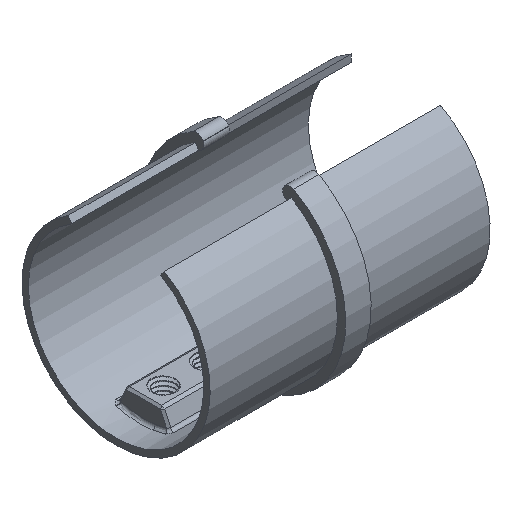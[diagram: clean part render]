
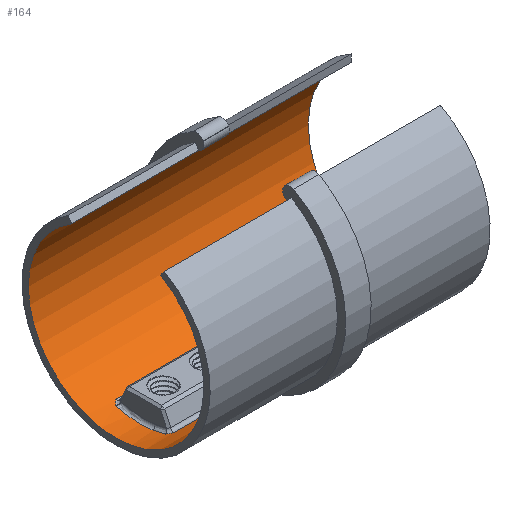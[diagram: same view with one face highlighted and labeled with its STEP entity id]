
A CAD part, isometric view. The second image highlights one B-rep face of the part: STEP entity #164.
In plain terms, the highlighted cylindrical face has radius 20.684 mm (diameter 41.369 mm), a partial arc.
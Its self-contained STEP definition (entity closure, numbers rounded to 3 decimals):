
#58=ELLIPSE('',#1150,28.727,20.685);
#59=ELLIPSE('',#1153,28.727,20.685);
#60=ELLIPSE('',#1161,28.727,20.685);
#61=ELLIPSE('',#1162,28.727,20.685);
#69=FACE_BOUND('',#304,.T.);
#70=FACE_BOUND('',#305,.T.);
#88=CIRCLE('',#1151,20.685);
#89=CIRCLE('',#1154,20.685);
#91=CIRCLE('',#1163,20.685);
#92=CIRCLE('',#1164,20.685);
#93=CIRCLE('',#1165,20.685);
#94=CIRCLE('',#1166,20.685);
#95=CIRCLE('',#1167,20.685);
#96=CIRCLE('',#1168,20.685);
#164=ADVANCED_FACE('',(#69,#70),#206,.F.);
#206=CYLINDRICAL_SURFACE('',#1169,20.685);
#304=EDGE_LOOP('',(#528,#529,#530,#531,#532,#533,#534,#535));
#305=EDGE_LOOP('',(#536,#537,#538,#539,#540,#541,#542,#543,#544,#545,#546,
#547));
#528=ORIENTED_EDGE('',*,*,#911,.T.);
#529=ORIENTED_EDGE('',*,*,#828,.T.);
#530=ORIENTED_EDGE('',*,*,#887,.T.);
#531=ORIENTED_EDGE('',*,*,#889,.T.);
#532=ORIENTED_EDGE('',*,*,#890,.T.);
#533=ORIENTED_EDGE('',*,*,#835,.T.);
#534=ORIENTED_EDGE('',*,*,#912,.T.);
#535=ORIENTED_EDGE('',*,*,#913,.T.);
#536=ORIENTED_EDGE('',*,*,#914,.F.);
#537=ORIENTED_EDGE('',*,*,#915,.T.);
#538=ORIENTED_EDGE('',*,*,#916,.T.);
#539=ORIENTED_EDGE('',*,*,#917,.F.);
#540=ORIENTED_EDGE('',*,*,#918,.F.);
#541=ORIENTED_EDGE('',*,*,#919,.F.);
#542=ORIENTED_EDGE('',*,*,#920,.T.);
#543=ORIENTED_EDGE('',*,*,#921,.T.);
#544=ORIENTED_EDGE('',*,*,#922,.F.);
#545=ORIENTED_EDGE('',*,*,#923,.F.);
#546=ORIENTED_EDGE('',*,*,#892,.F.);
#547=ORIENTED_EDGE('',*,*,#924,.F.);
#724=VERTEX_POINT('',#1460);
#725=VERTEX_POINT('',#1461);
#729=VERTEX_POINT('',#1491);
#731=VERTEX_POINT('',#1502);
#770=VERTEX_POINT('',#1767);
#771=VERTEX_POINT('',#1789);
#772=VERTEX_POINT('',#1806);
#774=VERTEX_POINT('',#1809);
#784=VERTEX_POINT('',#5839);
#785=VERTEX_POINT('',#5841);
#786=VERTEX_POINT('',#5844);
#787=VERTEX_POINT('',#5845);
#788=VERTEX_POINT('',#5847);
#789=VERTEX_POINT('',#5849);
#790=VERTEX_POINT('',#5851);
#791=VERTEX_POINT('',#5853);
#792=VERTEX_POINT('',#5855);
#793=VERTEX_POINT('',#5857);
#794=VERTEX_POINT('',#5859);
#795=VERTEX_POINT('',#5861);
#828=EDGE_CURVE('',#724,#725,#990,.T.);
#835=EDGE_CURVE('',#729,#731,#993,.T.);
#887=EDGE_CURVE('',#725,#770,#58,.T.);
#889=EDGE_CURVE('',#770,#771,#88,.T.);
#890=EDGE_CURVE('',#771,#729,#59,.T.);
#892=EDGE_CURVE('',#772,#774,#89,.T.);
#911=EDGE_CURVE('',#784,#724,#60,.T.);
#912=EDGE_CURVE('',#731,#785,#61,.T.);
#913=EDGE_CURVE('',#785,#784,#91,.T.);
#914=EDGE_CURVE('',#786,#787,#92,.T.);
#915=EDGE_CURVE('',#786,#788,#1019,.T.);
#916=EDGE_CURVE('',#788,#789,#93,.T.);
#917=EDGE_CURVE('',#790,#789,#1020,.T.);
#918=EDGE_CURVE('',#791,#790,#94,.T.);
#919=EDGE_CURVE('',#792,#791,#1021,.T.);
#920=EDGE_CURVE('',#792,#793,#95,.T.);
#921=EDGE_CURVE('',#793,#794,#1022,.T.);
#922=EDGE_CURVE('',#795,#794,#96,.T.);
#923=EDGE_CURVE('',#774,#795,#1023,.T.);
#924=EDGE_CURVE('',#787,#772,#1024,.T.);
#990=LINE('',#1459,#1056);
#993=LINE('',#1503,#1059);
#1019=LINE('',#5846,#1085);
#1020=LINE('',#5850,#1086);
#1021=LINE('',#5854,#1087);
#1022=LINE('',#5858,#1088);
#1023=LINE('',#5862,#1089);
#1024=LINE('',#5863,#1090);
#1056=VECTOR('',#1214,1.);
#1059=VECTOR('',#1219,1.);
#1085=VECTOR('',#1327,1.);
#1086=VECTOR('',#1330,1.);
#1087=VECTOR('',#1333,1.);
#1088=VECTOR('',#1336,1.);
#1089=VECTOR('',#1339,1.);
#1090=VECTOR('',#1340,1.);
#1150=AXIS2_PLACEMENT_3D('',#1768,#1295,#1296);
#1151=AXIS2_PLACEMENT_3D('',#1790,#1297,#1298);
#1153=AXIS2_PLACEMENT_3D('',#1792,#1301,#1302);
#1154=AXIS2_PLACEMENT_3D('',#1808,#1304,#1305);
#1161=AXIS2_PLACEMENT_3D('',#5838,#1319,#1320);
#1162=AXIS2_PLACEMENT_3D('',#5840,#1321,#1322);
#1163=AXIS2_PLACEMENT_3D('',#5842,#1323,#1324);
#1164=AXIS2_PLACEMENT_3D('',#5843,#1325,#1326);
#1165=AXIS2_PLACEMENT_3D('',#5848,#1328,#1329);
#1166=AXIS2_PLACEMENT_3D('',#5852,#1331,#1332);
#1167=AXIS2_PLACEMENT_3D('',#5856,#1334,#1335);
#1168=AXIS2_PLACEMENT_3D('',#5860,#1337,#1338);
#1169=AXIS2_PLACEMENT_3D('',#5864,#1341,#1342);
#1214=DIRECTION('',(1.,0.,0.));
#1219=DIRECTION('',(-1.,0.,0.));
#1295=DIRECTION('',(-0.72,-0.634,-0.282));
#1296=DIRECTION('',(-0.694,0.658,0.293));
#1297=DIRECTION('',(-1.,0.,0.));
#1298=DIRECTION('',(0.,1.,0.));
#1301=DIRECTION('',(-0.72,0.634,-0.282));
#1302=DIRECTION('',(-0.694,-0.658,0.293));
#1304=DIRECTION('',(-1.,0.,0.));
#1305=DIRECTION('',(0.,0.,-1.));
#1319=DIRECTION('',(0.72,-0.634,-0.282));
#1320=DIRECTION('',(0.694,0.658,0.293));
#1321=DIRECTION('',(0.72,0.634,-0.282));
#1322=DIRECTION('',(0.694,-0.658,0.293));
#1323=DIRECTION('',(1.,0.,0.));
#1324=DIRECTION('',(0.,1.,0.));
#1325=DIRECTION('',(-1.,0.,0.));
#1326=DIRECTION('',(0.,0.,1.));
#1327=DIRECTION('',(-1.,0.,0.));
#1328=DIRECTION('',(-1.,0.,0.));
#1329=DIRECTION('',(0.,0.,-1.));
#1330=DIRECTION('',(1.,0.,0.));
#1331=DIRECTION('',(1.,0.,0.));
#1332=DIRECTION('',(0.,0.,-1.));
#1333=DIRECTION('',(-1.,0.,0.));
#1334=DIRECTION('',(-1.,0.,0.));
#1335=DIRECTION('',(0.,0.,-1.));
#1336=DIRECTION('',(1.,0.,0.));
#1337=DIRECTION('',(-1.,0.,0.));
#1338=DIRECTION('',(0.,0.,1.));
#1339=DIRECTION('',(-1.,0.,0.));
#1340=DIRECTION('',(1.,0.,0.));
#1341=DIRECTION('',(-1.,0.,0.));
#1342=DIRECTION('',(0.,0.,1.));
#1459=CARTESIAN_POINT('',(41.,-13.19,-19.531));
#1460=CARTESIAN_POINT('',(-13.311,-13.19,-19.531));
#1461=CARTESIAN_POINT('',(39.311,-13.19,-19.531));
#1491=CARTESIAN_POINT('',(39.311,-26.81,-19.531));
#1502=CARTESIAN_POINT('',(-13.311,-26.81,-19.531));
#1503=CARTESIAN_POINT('',(41.,-26.81,-19.531));
#1767=CARTESIAN_POINT('',(40.25,-14.123,-19.832));
#1768=CARTESIAN_POINT('',(37.651,-20.,0.));
#1789=CARTESIAN_POINT('',(40.25,-25.877,-19.832));
#1790=CARTESIAN_POINT('',(40.25,-20.,0.));
#1792=CARTESIAN_POINT('',(37.651,-20.,0.));
#1806=CARTESIAN_POINT('',(46.,-9.5,17.821));
#1808=CARTESIAN_POINT('',(46.,-20.,0.));
#1809=CARTESIAN_POINT('',(46.,-30.5,17.821));
#5838=CARTESIAN_POINT('',(-11.651,-20.,0.));
#5839=CARTESIAN_POINT('',(-14.25,-14.123,-19.832));
#5840=CARTESIAN_POINT('',(-11.651,-20.,0.));
#5841=CARTESIAN_POINT('',(-14.25,-25.877,-19.832));
#5842=CARTESIAN_POINT('',(-14.25,-20.,0.));
#5843=CARTESIAN_POINT('',(16.,-20.,0.));
#5844=CARTESIAN_POINT('',(16.,-9.86,18.029));
#5845=CARTESIAN_POINT('',(16.,-9.5,17.821));
#5846=CARTESIAN_POINT('',(41.,-9.86,18.029));
#5847=CARTESIAN_POINT('',(10.,-9.86,18.029));
#5848=CARTESIAN_POINT('',(10.,-20.,0.));
#5849=CARTESIAN_POINT('',(10.,-9.5,17.821));
#5850=CARTESIAN_POINT('',(-1.75,-9.5,17.821));
#5851=CARTESIAN_POINT('',(-20.,-9.5,17.821));
#5852=CARTESIAN_POINT('',(-20.,-20.,0.));
#5853=CARTESIAN_POINT('',(-20.,-30.5,17.821));
#5854=CARTESIAN_POINT('',(-1.75,-30.5,17.821));
#5855=CARTESIAN_POINT('',(10.,-30.5,17.821));
#5856=CARTESIAN_POINT('',(10.,-20.,0.));
#5857=CARTESIAN_POINT('',(10.,-30.14,18.029));
#5858=CARTESIAN_POINT('',(41.,-30.14,18.029));
#5859=CARTESIAN_POINT('',(16.,-30.14,18.029));
#5860=CARTESIAN_POINT('',(16.,-20.,0.));
#5861=CARTESIAN_POINT('',(16.,-30.5,17.821));
#5862=CARTESIAN_POINT('',(27.75,-30.5,17.821));
#5863=CARTESIAN_POINT('',(27.75,-9.5,17.821));
#5864=CARTESIAN_POINT('',(41.,-20.,0.));
